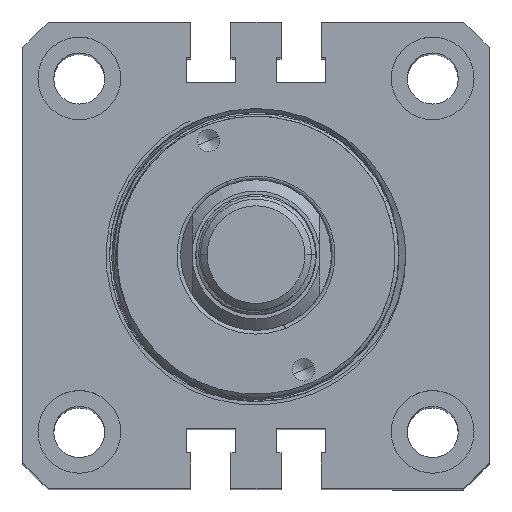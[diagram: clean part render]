
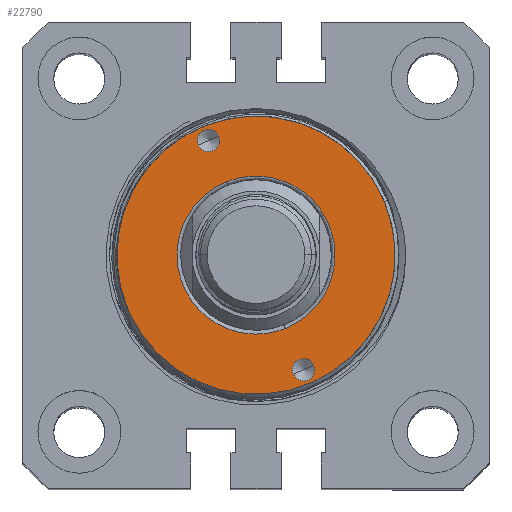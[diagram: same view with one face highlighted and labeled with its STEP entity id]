
A CAD part, top view. The second image highlights one B-rep face of the part: STEP entity #22790.
In plain terms, the highlighted face is planar.
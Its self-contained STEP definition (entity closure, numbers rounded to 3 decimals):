
#168 = VERTEX_POINT ( 'NONE', #26748 ) ;
#365 = CARTESIAN_POINT ( 'NONE',  ( 0., -10.5, -25. ) ) ;
#454 = EDGE_CURVE ( 'NONE', #168, #24000, #9871, .T. ) ;
#562 = ORIENTED_EDGE ( 'NONE', *, *, #34219, .F. ) ;
#1118 = VERTEX_POINT ( 'NONE', #5860 ) ;
#2063 = CARTESIAN_POINT ( 'NONE',  ( 18.472, -1.018, -24.999 ) ) ;
#2450 = CIRCLE ( 'NONE', #28016, 1.5 ) ;
#2637 = CIRCLE ( 'NONE', #35079, 18.5 ) ;
#3222 = CARTESIAN_POINT ( 'NONE',  ( 0.034, -10.5, -25. ) ) ;
#3448 = CARTESIAN_POINT ( 'NONE',  ( -0.068, 10.5, -25. ) ) ;
#3476 = DIRECTION ( 'NONE',  ( 1., 0., 0. ) ) ;
#3754 = CARTESIAN_POINT ( 'NONE',  ( 18.499, 0.184, -25. ) ) ;
#3975 = EDGE_LOOP ( 'NONE', ( #27876, #9299, #25435, #562 ) ) ;
#4622 = EDGE_CURVE ( 'NONE', #24611, #20290, #7531, .T. ) ;
#5046 = CARTESIAN_POINT ( 'NONE',  ( 18.479, -0.818, -25. ) ) ;
#5458 = CARTESIAN_POINT ( 'NONE',  ( 0., 0., -25. ) ) ;
#5504 = CARTESIAN_POINT ( 'NONE',  ( 0.102, -10.5, -25. ) ) ;
#5540 = FACE_OUTER_BOUND ( 'NONE', #7436, .T. ) ;
#5599 = CARTESIAN_POINT ( 'NONE',  ( 0., -10.5, -25. ) ) ;
#5860 = CARTESIAN_POINT ( 'NONE',  ( 0.102, -10.5, -25. ) ) ;
#6592 = CARTESIAN_POINT ( 'NONE',  ( 0.102, -10.5, -25. ) ) ;
#6851 = CARTESIAN_POINT ( 'NONE',  ( 18.499, 0.184, -25. ) ) ;
#6971 = DIRECTION ( 'NONE',  ( -1., 0., 0. ) ) ;
#7032 = EDGE_CURVE ( 'NONE', #19061, #1118, #34371, .T. ) ;
#7289 = EDGE_CURVE ( 'NONE', #20290, #18100, #31285, .T. ) ;
#7291 = EDGE_CURVE ( 'NONE', #10913, #27485, #2450, .T. ) ;
#7436 = EDGE_LOOP ( 'NONE', ( #31763, #9331, #32901, #15204 ) ) ;
#7531 = B_SPLINE_CURVE_WITH_KNOTS ( 'NONE', 3,
 ( #6851, #23472, #12460, #14931 ),
 .UNSPECIFIED., .F., .F.,
 ( 4, 4 ),
 ( 0., 1. ),
 .UNSPECIFIED. ) ;
#7655 = FACE_BOUND ( 'NONE', #3975, .T. ) ;
#7835 = DIRECTION ( 'NONE',  ( -1., 0., 0. ) ) ;
#8809 = CARTESIAN_POINT ( 'NONE',  ( -0.102, 10.5, -25. ) ) ;
#8934 = EDGE_CURVE ( 'NONE', #10360, #32514, #31747, .T. ) ;
#9299 = ORIENTED_EDGE ( 'NONE', *, *, #28455, .F. ) ;
#9309 = DIRECTION ( 'NONE',  ( 1., 0., 0. ) ) ;
#9331 = ORIENTED_EDGE ( 'NONE', *, *, #27368, .T. ) ;
#9871 = CIRCLE ( 'NONE', #20541, 1.5 ) ;
#9965 = CARTESIAN_POINT ( 'NONE',  ( 1.5, -16.5, -25. ) ) ;
#10201 = DIRECTION ( 'NONE',  ( 0., 0., -1. ) ) ;
#10360 = VERTEX_POINT ( 'NONE', #28915 ) ;
#10913 = VERTEX_POINT ( 'NONE', #25921 ) ;
#11617 = CARTESIAN_POINT ( 'NONE',  ( 0., -16.5, -25. ) ) ;
#12460 = CARTESIAN_POINT ( 'NONE',  ( 18.492, -0.217, -25. ) ) ;
#12651 = CARTESIAN_POINT ( 'NONE',  ( 18.472, -1.018, -24.999 ) ) ;
#12900 = CIRCLE ( 'NONE', #26832, 18.5 ) ;
#13062 = CARTESIAN_POINT ( 'NONE',  ( 0., 0., -25. ) ) ;
#13442 = DIRECTION ( 'NONE',  ( 0., 0., -1. ) ) ;
#14028 = CIRCLE ( 'NONE', #28437, 1.5 ) ;
#14426 = CIRCLE ( 'NONE', #18338, 1.5 ) ;
#14569 = CARTESIAN_POINT ( 'NONE',  ( 20.898, -10.297, -25. ) ) ;
#14931 = CARTESIAN_POINT ( 'NONE',  ( 18.482, -0.417, -25. ) ) ;
#15204 = ORIENTED_EDGE ( 'NONE', *, *, #7289, .T. ) ;
#15397 = CARTESIAN_POINT ( 'NONE',  ( 18.482, -0.617, -25. ) ) ;
#15550 = EDGE_LOOP ( 'NONE', ( #28328, #20523 ) ) ;
#15671 = CARTESIAN_POINT ( 'NONE',  ( -1.5, 16.5, -25. ) ) ;
#15766 = CARTESIAN_POINT ( 'NONE',  ( 18.482, -0.417, -25. ) ) ;
#15896 = DIRECTION ( 'NONE',  ( 1., 0., 0. ) ) ;
#16578 =( BOUNDED_CURVE ( )  B_SPLINE_CURVE ( 3, ( #5504, #16707, #3222, #365 ),
 .UNSPECIFIED., .F., .F. ) 
 B_SPLINE_CURVE_WITH_KNOTS ( ( 4, 4 ),
 ( 0.997, 1. ),
 .UNSPECIFIED. ) 
 CURVE ( )  GEOMETRIC_REPRESENTATION_ITEM ( )  RATIONAL_B_SPLINE_CURVE ( ( 1., 1., 1., 1. ) ) 
 REPRESENTATION_ITEM ( '' )  );
#16707 = CARTESIAN_POINT ( 'NONE',  ( 0.068, -10.5, -25. ) ) ;
#17717 = ORIENTED_EDGE ( 'NONE', *, *, #33276, .T. ) ;
#18100 = VERTEX_POINT ( 'NONE', #12651 ) ;
#18338 = AXIS2_PLACEMENT_3D ( 'NONE', #34299, #23594, #6971 ) ;
#19061 = VERTEX_POINT ( 'NONE', #33071 ) ;
#19128 = DIRECTION ( 'NONE',  ( 0., 0., -1. ) ) ;
#19305 = EDGE_CURVE ( 'NONE', #18100, #22678, #12900, .T. ) ;
#19371 = EDGE_LOOP ( 'NONE', ( #17717, #21872 ) ) ;
#19590 = CARTESIAN_POINT ( 'NONE',  ( 0., 0., -25. ) ) ;
#20290 = VERTEX_POINT ( 'NONE', #34305 ) ;
#20523 = ORIENTED_EDGE ( 'NONE', *, *, #454, .T. ) ;
#20541 = AXIS2_PLACEMENT_3D ( 'NONE', #11617, #28295, #3476 ) ;
#20651 = AXIS2_PLACEMENT_3D ( 'NONE', #5458, #13442, #7835 ) ;
#20831 = FACE_BOUND ( 'NONE', #19371, .T. ) ;
#21316 = DIRECTION ( 'NONE',  ( 0., 0., 1. ) ) ;
#21701 = FACE_BOUND ( 'NONE', #15550, .T. ) ;
#21836 = DIRECTION ( 'NONE',  ( 1., 0., 0. ) ) ;
#21872 = ORIENTED_EDGE ( 'NONE', *, *, #7291, .T. ) ;
#22481 = CARTESIAN_POINT ( 'NONE',  ( -0.034, 10.5, -25. ) ) ;
#22537 = CARTESIAN_POINT ( 'NONE',  ( 0., 10.5, -25. ) ) ;
#22678 = VERTEX_POINT ( 'NONE', #35287 ) ;
#22790 = ADVANCED_FACE ( 'NONE', ( #21701, #20831, #7655, #5540 ), #26954, .T. ) ;
#22877 = CARTESIAN_POINT ( 'NONE',  ( 20.797, 10.5, -25. ) ) ;
#23206 = CARTESIAN_POINT ( 'NONE',  ( 0., -16.5, -25. ) ) ;
#23472 = CARTESIAN_POINT ( 'NONE',  ( 18.497, -0.017, -25. ) ) ;
#23594 = DIRECTION ( 'NONE',  ( 0., 0., 1. ) ) ;
#24000 = VERTEX_POINT ( 'NONE', #9965 ) ;
#24611 = VERTEX_POINT ( 'NONE', #3754 ) ;
#24612 = CARTESIAN_POINT ( 'NONE',  ( -20.898, 10.297, -25. ) ) ;
#25435 = ORIENTED_EDGE ( 'NONE', *, *, #8934, .F. ) ;
#25881 = CARTESIAN_POINT ( 'NONE',  ( -0.102, 10.5, -25. ) ) ;
#25921 = CARTESIAN_POINT ( 'NONE',  ( 1.5, 16.5, -25. ) ) ;
#26245 = EDGE_CURVE ( 'NONE', #24000, #168, #14028, .T. ) ;
#26748 = CARTESIAN_POINT ( 'NONE',  ( -1.5, -16.5, -25. ) ) ;
#26832 = AXIS2_PLACEMENT_3D ( 'NONE', #19590, #19128, #21836 ) ;
#26954 = PLANE ( 'NONE',  #20651 ) ;
#27213 = CARTESIAN_POINT ( 'NONE',  ( -0.102, 10.5, -25. ) ) ;
#27368 = EDGE_CURVE ( 'NONE', #22678, #24611, #2637, .T. ) ;
#27485 = VERTEX_POINT ( 'NONE', #15671 ) ;
#27876 = ORIENTED_EDGE ( 'NONE', *, *, #7032, .F. ) ;
#28016 = AXIS2_PLACEMENT_3D ( 'NONE', #31650, #21316, #29147 ) ;
#28295 = DIRECTION ( 'NONE',  ( 0., 0., 1. ) ) ;
#28328 = ORIENTED_EDGE ( 'NONE', *, *, #26245, .T. ) ;
#28437 = AXIS2_PLACEMENT_3D ( 'NONE', #23206, #31038, #9309 ) ;
#28455 = EDGE_CURVE ( 'NONE', #32514, #19061, #33490, .T. ) ;
#28915 = CARTESIAN_POINT ( 'NONE',  ( 0., -10.5, -25. ) ) ;
#29147 = DIRECTION ( 'NONE',  ( -1., 0., 0. ) ) ;
#31038 = DIRECTION ( 'NONE',  ( 0., 0., 1. ) ) ;
#31285 = B_SPLINE_CURVE_WITH_KNOTS ( 'NONE', 3,
 ( #15766, #15397, #5046, #2063 ),
 .UNSPECIFIED., .F., .F.,
 ( 4, 4 ),
 ( 0., 1. ),
 .UNSPECIFIED. ) ;
#31650 = CARTESIAN_POINT ( 'NONE',  ( 0., 16.5, -25. ) ) ;
#31747 =( BOUNDED_CURVE ( )  B_SPLINE_CURVE ( 3, ( #5599, #32568, #24612, #27213 ),
 .UNSPECIFIED., .F., .F. ) 
 B_SPLINE_CURVE_WITH_KNOTS ( ( 4, 4 ),
 ( 0., 0.997 ),
 .UNSPECIFIED. ) 
 CURVE ( )  GEOMETRIC_REPRESENTATION_ITEM ( )  RATIONAL_B_SPLINE_CURVE ( ( 1., 0.337, 0.337, 1. ) ) 
 REPRESENTATION_ITEM ( '' )  );
#31763 = ORIENTED_EDGE ( 'NONE', *, *, #19305, .T. ) ;
#32514 = VERTEX_POINT ( 'NONE', #25881 ) ;
#32568 = CARTESIAN_POINT ( 'NONE',  ( -20.797, -10.5, -25. ) ) ;
#32901 = ORIENTED_EDGE ( 'NONE', *, *, #4622, .T. ) ;
#33071 = CARTESIAN_POINT ( 'NONE',  ( 0., 10.5, -25. ) ) ;
#33076 = CARTESIAN_POINT ( 'NONE',  ( 0., 10.5, -25. ) ) ;
#33276 = EDGE_CURVE ( 'NONE', #27485, #10913, #14426, .T. ) ;
#33490 =( BOUNDED_CURVE ( )  B_SPLINE_CURVE ( 3, ( #8809, #3448, #22481, #33076 ),
 .UNSPECIFIED., .F., .F. ) 
 B_SPLINE_CURVE_WITH_KNOTS ( ( 4, 4 ),
 ( 0.997, 1. ),
 .UNSPECIFIED. ) 
 CURVE ( )  GEOMETRIC_REPRESENTATION_ITEM ( )  RATIONAL_B_SPLINE_CURVE ( ( 1., 1., 1., 1. ) ) 
 REPRESENTATION_ITEM ( '' )  );
#34219 = EDGE_CURVE ( 'NONE', #1118, #10360, #16578, .T. ) ;
#34299 = CARTESIAN_POINT ( 'NONE',  ( 0., 16.5, -25. ) ) ;
#34305 = CARTESIAN_POINT ( 'NONE',  ( 18.482, -0.417, -25. ) ) ;
#34371 =( BOUNDED_CURVE ( )  B_SPLINE_CURVE ( 3, ( #22537, #22877, #14569, #6592 ),
 .UNSPECIFIED., .F., .F. ) 
 B_SPLINE_CURVE_WITH_KNOTS ( ( 4, 4 ),
 ( 0., 0.997 ),
 .UNSPECIFIED. ) 
 CURVE ( )  GEOMETRIC_REPRESENTATION_ITEM ( )  RATIONAL_B_SPLINE_CURVE ( ( 1., 0.337, 0.337, 1. ) ) 
 REPRESENTATION_ITEM ( '' )  );
#35079 = AXIS2_PLACEMENT_3D ( 'NONE', #13062, #10201, #15896 ) ;
#35287 = CARTESIAN_POINT ( 'NONE',  ( -18.5, 0., -25. ) ) ;
